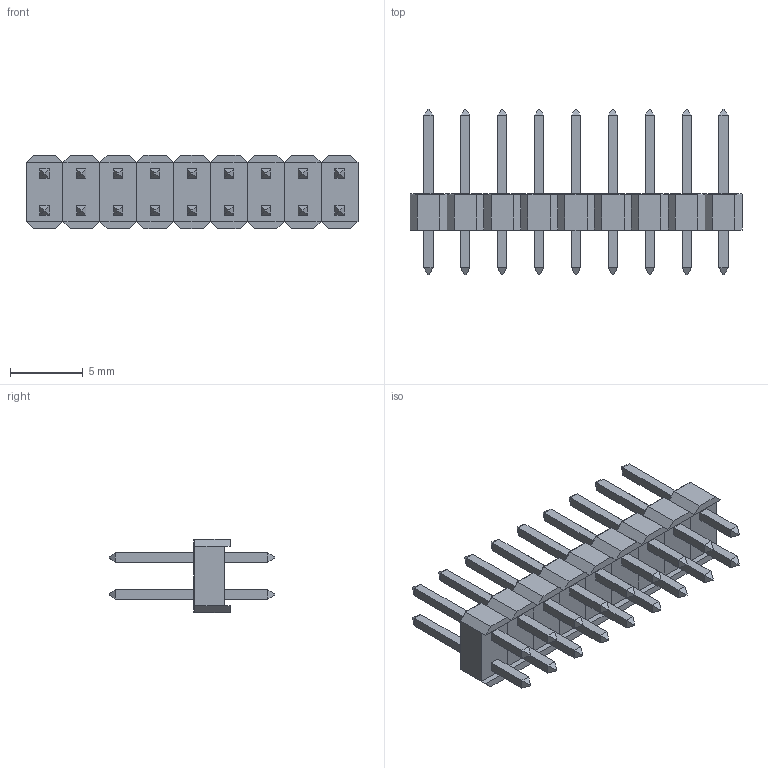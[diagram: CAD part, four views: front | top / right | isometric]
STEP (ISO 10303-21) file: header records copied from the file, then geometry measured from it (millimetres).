
FILE_DESCRIPTION(('FreeCAD Model'),'2;1');
FILE_NAME('Open CASCADE Shape Model','2021-04-20T20:01:15',('Author'),( ''),'Open CASCADE STEP processor 7.5','FreeCAD','Unknown');
FILE_SCHEMA(('AUTOMOTIVE_DESIGN { 1 0 10303 214 1 1 1 1 }'));
Length unit declared in the file: millimetre
Products named in the file (2): Unnamed; PR_E_P_C009DAAN_RC
Assembly tree (9 placements, depth 2):
  Unnamed
    PR_E_P_C009DAAN_RC  x9
Bounding box: 22.86 x 11.37 x 5.08 mm (x, y, z)
Surface area: 956.2 mm2 (no closed solid volume)
Topology: 0 solids, 558 shells, 558 faces, 2448 edges, 2448 vertices
Faces by surface type: bspline 486, revolution 72
Entity records: 9705 total; most frequent: CARTESIAN_POINT 1506, SURFACE_STYLE_USAGE 558, SURFACE_SIDE_STYLE 558, SURFACE_STYLE_FILL_AREA 558, FILL_AREA_STYLE 558, FILL_AREA_STYLE_COLOUR 558, CURVE_STYLE 558, DRAUGHTING_PRE_DEFINED_CURVE_FONT 558
